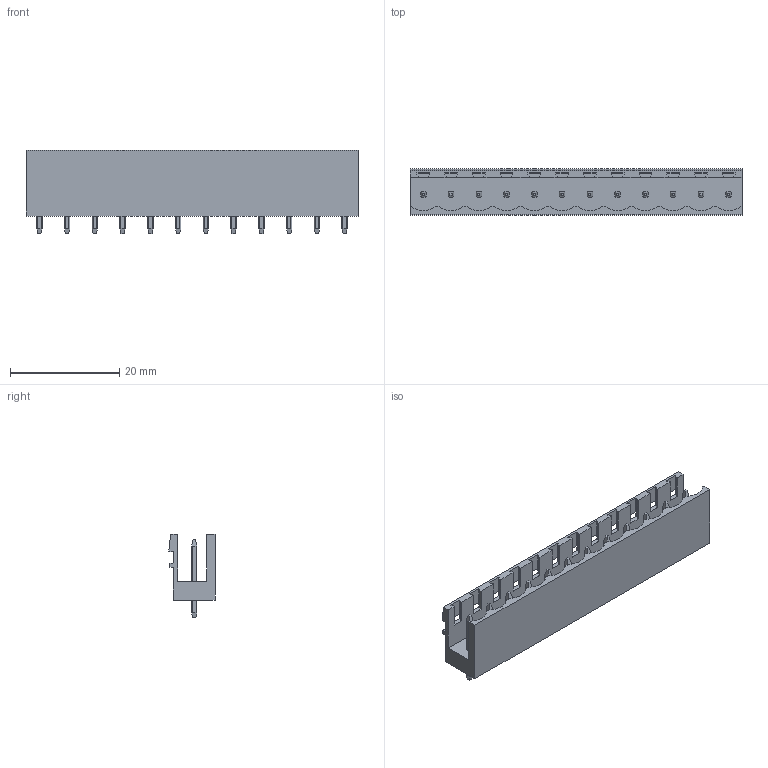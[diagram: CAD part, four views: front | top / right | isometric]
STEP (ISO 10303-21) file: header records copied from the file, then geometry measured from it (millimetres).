
FILE_DESCRIPTION(('CATIA V5 STEP Exchange','CAx-IF Rec.Pracs.--- Model Styling and Organization---1.2---2011-12-15'),'2;1');
FILE_NAME ('D1448972_0_1146570000_1146570000.stp','2018-10-26T05:21:24+00:00',('none'),('Weidmueller'),'CATIA Version 5-6 Release 2014','CATIA V5 STEP AP214','none');
FILE_SCHEMA(('AUTOMOTIVE_DESIGN { 1 0 10303 214 1 1 1 1 }'));
Length unit declared in the file: millimetre
Products named in the file (1): 1146570000
Bounding box: 60.76 x 8.43 x 15.2 mm (x, y, z)
Volume: 2767.4 mm3; surface area: 4504.7 mm2
Topology: 13 solids, 13 shells, 451 faces, 1356 edges, 907 vertices
Faces by surface type: plane 341, cylinder 110
Entity records: 14166 total; most frequent: CARTESIAN_POINT 3194, ORIENTED_EDGE 2712, DIRECTION 1584, EDGE_CURVE 1356, VECTOR 944, LINE 944, VERTEX_POINT 907, EDGE_LOOP 475
